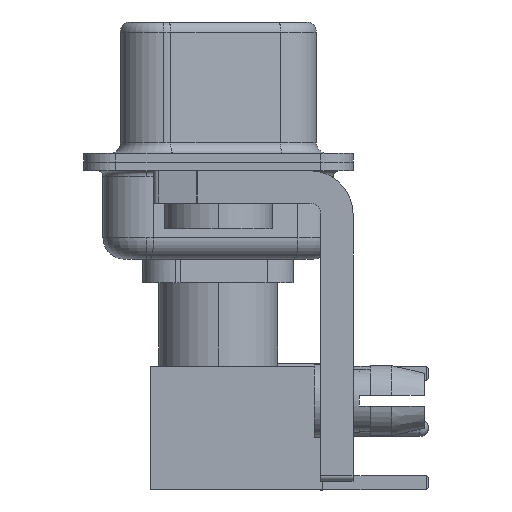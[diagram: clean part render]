
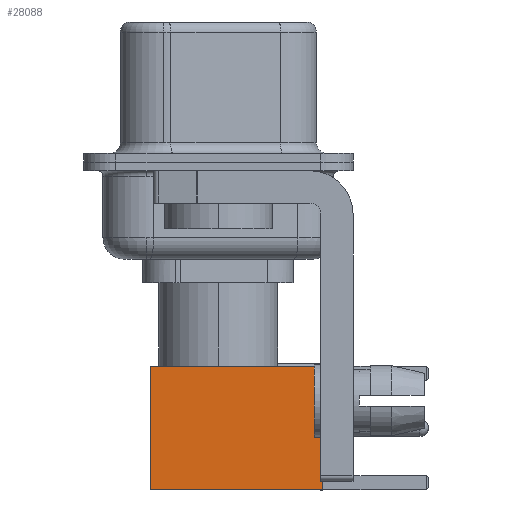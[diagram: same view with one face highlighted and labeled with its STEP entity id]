
A CAD part, left-side view. The second image highlights one B-rep face of the part: STEP entity #28088.
In plain terms, the highlighted face is planar.
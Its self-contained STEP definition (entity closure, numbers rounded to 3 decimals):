
#75 = EDGE_LOOP ( 'NONE', ( #2493, #21255, #1860, #27899 ) ) ;
#112 = VECTOR ( 'NONE', #18100, 1000. ) ;
#204 = LINE ( 'NONE', #14018, #27357 ) ;
#1860 = ORIENTED_EDGE ( 'NONE', *, *, #22088, .F. ) ;
#2493 = ORIENTED_EDGE ( 'NONE', *, *, #26520, .T. ) ;
#3864 = CARTESIAN_POINT ( 'NONE',  ( 2.875, 2.875, 0. ) ) ;
#4805 = CARTESIAN_POINT ( 'NONE',  ( -2.875, 2.875, 8. ) ) ;
#4848 = CARTESIAN_POINT ( 'NONE',  ( 2.875, 2.875, 8. ) ) ;
#5160 = DIRECTION ( 'NONE',  ( -1., 0., 0. ) ) ;
#8435 = LINE ( 'NONE', #18446, #14151 ) ;
#8973 = FACE_OUTER_BOUND ( 'NONE', #75, .T. ) ;
#9855 = AXIS2_PLACEMENT_3D ( 'NONE', #25700, #31023, #17147 ) ;
#10182 = VECTOR ( 'NONE', #5160, 1000. ) ;
#10466 = LINE ( 'NONE', #13649, #10182 ) ;
#11183 = VERTEX_POINT ( 'NONE', #4848 ) ;
#13649 = CARTESIAN_POINT ( 'NONE',  ( 0., 2.875, 8. ) ) ;
#14018 = CARTESIAN_POINT ( 'NONE',  ( 2.875, 2.875, 0. ) ) ;
#14151 = VECTOR ( 'NONE', #22130, 1000. ) ;
#17147 = DIRECTION ( 'NONE',  ( 0., 0., 1. ) ) ;
#17877 = VERTEX_POINT ( 'NONE', #4805 ) ;
#18100 = DIRECTION ( 'NONE',  ( -1., 0., 0. ) ) ;
#18446 = CARTESIAN_POINT ( 'NONE',  ( -2.875, 2.875, 0. ) ) ;
#20527 = PLANE ( 'NONE',  #9855 ) ;
#20589 = LINE ( 'NONE', #31442, #112 ) ;
#21255 = ORIENTED_EDGE ( 'NONE', *, *, #23846, .T. ) ;
#21766 = EDGE_CURVE ( 'NONE', #11183, #17877, #10466, .T. ) ;
#22088 = EDGE_CURVE ( 'NONE', #17877, #31608, #8435, .T. ) ;
#22130 = DIRECTION ( 'NONE',  ( 0., 0., -1. ) ) ;
#22745 = VERTEX_POINT ( 'NONE', #3864 ) ;
#23846 = EDGE_CURVE ( 'NONE', #22745, #31608, #20589, .T. ) ;
#25700 = CARTESIAN_POINT ( 'NONE',  ( 2.875, 2.875, 0. ) ) ;
#26520 = EDGE_CURVE ( 'NONE', #11183, #22745, #204, .T. ) ;
#27299 = CARTESIAN_POINT ( 'NONE',  ( -2.875, 2.875, 0. ) ) ;
#27357 = VECTOR ( 'NONE', #30380, 1000. ) ;
#27899 = ORIENTED_EDGE ( 'NONE', *, *, #21766, .F. ) ;
#28088 = ADVANCED_FACE ( 'NONE', ( #8973 ), #20527, .T. ) ;
#30380 = DIRECTION ( 'NONE',  ( 0., 0., -1. ) ) ;
#31023 = DIRECTION ( 'NONE',  ( 0., 1., 0. ) ) ;
#31442 = CARTESIAN_POINT ( 'NONE',  ( 0., 2.875, 0. ) ) ;
#31608 = VERTEX_POINT ( 'NONE', #27299 ) ;
